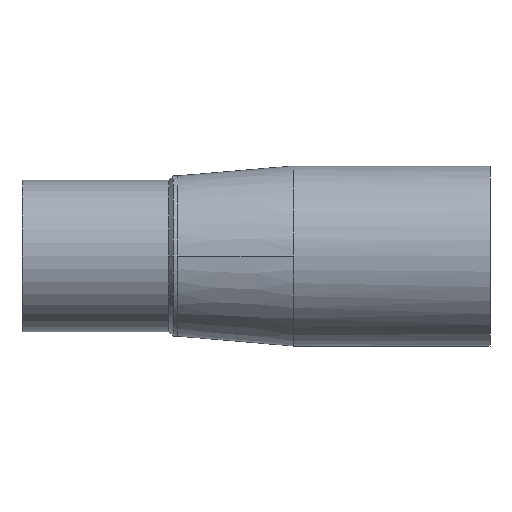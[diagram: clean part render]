
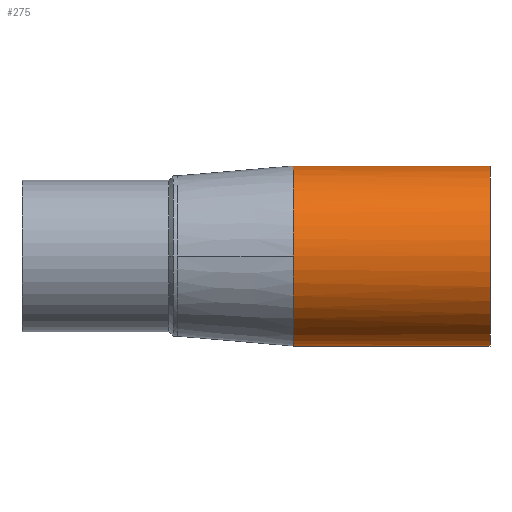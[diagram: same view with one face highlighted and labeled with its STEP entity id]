
A CAD part, front view. The second image highlights one B-rep face of the part: STEP entity #275.
In plain terms, the highlighted cylindrical face has radius 37.5 mm (diameter 75 mm), a partial arc.
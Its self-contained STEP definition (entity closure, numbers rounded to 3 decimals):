
#145 = VERTEX_POINT( '', #364 );
#169 = EDGE_CURVE( '', #173, #191, #388, .T. );
#173 = VERTEX_POINT( '', #392 );
#191 = VERTEX_POINT( '', #413 );
#195 = EDGE_CURVE( '', #145, #173, #417, .T. );
#245 = VERTEX_POINT( '', #470 );
#249 = EDGE_CURVE( '', #191, #245, #474, .T. );
#263 = EDGE_CURVE( '', #245, #279, #489, .T. );
#275 = ADVANCED_FACE( '', ( #503 ), #504, .T. );
#279 = VERTEX_POINT( '', #509 );
#301 = EDGE_CURVE( '', #279, #145, #533, .T. );
#364 = CARTESIAN_POINT( '', ( 113., 0., 37.5 ) );
#388 = B_SPLINE_CURVE_WITH_KNOTS( '', 3, ( #674, #675, #676, #677, #678, #679, #680, #681, #682, #683, #684 ), .UNSPECIFIED., .F., .F., ( 4, 1, 1, 1, 1, 1, 1, 1, 4 ), ( 3.142, 3.338, 3.534, 3.731, 3.927, 4.123, 4.32, 4.516, 4.712 ), .UNSPECIFIED. );
#392 = CARTESIAN_POINT( '', ( 113., -37.5, 0. ) );
#413 = CARTESIAN_POINT( '', ( 113., 0., -37.5 ) );
#417 = B_SPLINE_CURVE_WITH_KNOTS( '', 3, ( #979, #980, #981, #982, #983, #984, #985, #986, #987, #988, #989 ), .UNSPECIFIED., .F., .F., ( 4, 1, 1, 1, 1, 1, 1, 1, 4 ), ( 1.571, 1.767, 1.963, 2.16, 2.356, 2.553, 2.749, 2.945, 3.142 ), .UNSPECIFIED. );
#470 = CARTESIAN_POINT( '', ( 195., 0., -37.5 ) );
#474 = LINE( '', #1386, #1387 );
#489 = CIRCLE( '', #1689, 37.5 );
#503 = FACE_OUTER_BOUND( '', #1732, .T. );
#504 = CYLINDRICAL_SURFACE( '', #1733, 37.5 );
#509 = CARTESIAN_POINT( '', ( 195., 0., 37.5 ) );
#533 = LINE( '', #2062, #2063 );
#674 = CARTESIAN_POINT( '', ( 113., -37.5, 0. ) );
#675 = CARTESIAN_POINT( '', ( 113., -37.5, -2.454 ) );
#676 = CARTESIAN_POINT( '', ( 113., -37.017, -7.363 ) );
#677 = CARTESIAN_POINT( '', ( 113., -34.869, -14.443 ) );
#678 = CARTESIAN_POINT( '', ( 113., -31.381, -20.968 ) );
#679 = CARTESIAN_POINT( '', ( 113., -26.687, -26.687 ) );
#680 = CARTESIAN_POINT( '', ( 113., -20.968, -31.381 ) );
#681 = CARTESIAN_POINT( '', ( 113., -14.443, -34.869 ) );
#682 = CARTESIAN_POINT( '', ( 113., -7.363, -37.017 ) );
#683 = CARTESIAN_POINT( '', ( 113., -2.454, -37.5 ) );
#684 = CARTESIAN_POINT( '', ( 113., 0., -37.5 ) );
#979 = CARTESIAN_POINT( '', ( 113., 0., 37.5 ) );
#980 = CARTESIAN_POINT( '', ( 113., -2.454, 37.5 ) );
#981 = CARTESIAN_POINT( '', ( 113., -7.363, 37.017 ) );
#982 = CARTESIAN_POINT( '', ( 113., -14.443, 34.869 ) );
#983 = CARTESIAN_POINT( '', ( 113., -20.968, 31.381 ) );
#984 = CARTESIAN_POINT( '', ( 113., -26.687, 26.687 ) );
#985 = CARTESIAN_POINT( '', ( 113., -31.381, 20.968 ) );
#986 = CARTESIAN_POINT( '', ( 113., -34.869, 14.443 ) );
#987 = CARTESIAN_POINT( '', ( 113., -37.017, 7.363 ) );
#988 = CARTESIAN_POINT( '', ( 113., -37.5, 2.454 ) );
#989 = CARTESIAN_POINT( '', ( 113., -37.5, 0. ) );
#1386 = CARTESIAN_POINT( '', ( 113., 0., -37.5 ) );
#1387 = VECTOR( '', #2245, 1. );
#1689 = AXIS2_PLACEMENT_3D( '', #2258, #2259, #2260 );
#1732 = EDGE_LOOP( '', ( #2274, #2275, #2276, #2277, #2278 ) );
#1733 = AXIS2_PLACEMENT_3D( '', #2279, #2280, #2281 );
#2062 = CARTESIAN_POINT( '', ( 113., 0., 37.5 ) );
#2063 = VECTOR( '', #2311, 1. );
#2245 = DIRECTION( '', ( 1., 0., 0. ) );
#2258 = CARTESIAN_POINT( '', ( 195., 0., 0. ) );
#2259 = DIRECTION( '', ( -1., 0., 0. ) );
#2260 = DIRECTION( '', ( 0., 0., -1. ) );
#2274 = ORIENTED_EDGE( '', *, *, #249, .T. );
#2275 = ORIENTED_EDGE( '', *, *, #263, .T. );
#2276 = ORIENTED_EDGE( '', *, *, #301, .T. );
#2277 = ORIENTED_EDGE( '', *, *, #195, .T. );
#2278 = ORIENTED_EDGE( '', *, *, #169, .T. );
#2279 = CARTESIAN_POINT( '', ( 113., 0., 0. ) );
#2280 = DIRECTION( '', ( -1., 0., 0. ) );
#2281 = DIRECTION( '', ( 0., 0., -1. ) );
#2311 = DIRECTION( '', ( -1., 0., 0. ) );
